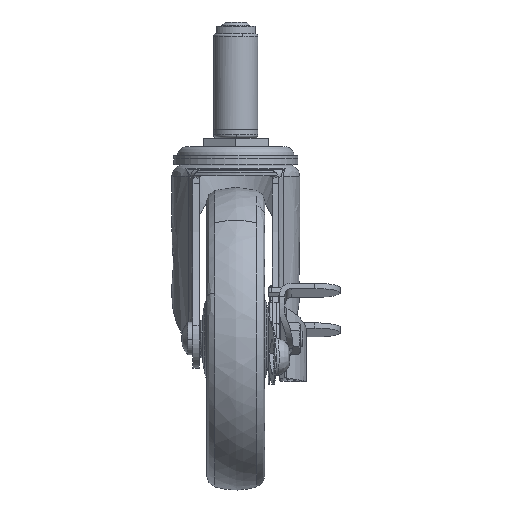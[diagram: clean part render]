
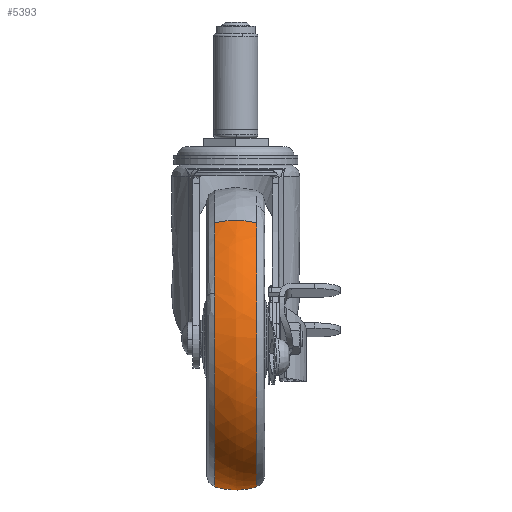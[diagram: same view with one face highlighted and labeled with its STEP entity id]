
A CAD part, left-side view. The second image highlights one B-rep face of the part: STEP entity #5393.
In plain terms, the highlighted free-form (B-spline) face has degree [2, 2] with [5, 3] control points.
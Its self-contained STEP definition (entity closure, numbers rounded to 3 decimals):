
#5140=CARTESIAN_POINT('',(-96.504,9.,-66.341));
#5141=VERTEX_POINT('',#5140);
#5155=CARTESIAN_POINT('',(-75.68,9.,-36.274));
#5156=VERTEX_POINT('',#5155);
#5157=CARTESIAN_POINT('',(-75.68,9.,-36.274));
#5158=CARTESIAN_POINT('',(-90.604,9.,-48.182));
#5159=CARTESIAN_POINT('',(-96.504,9.,-66.341));
#5167=(BOUNDED_CURVE()B_SPLINE_CURVE(2,(#5157,#5158,#5159),.UNSPECIFIED.,.F.,.U.)B_SPLINE_CURVE_WITH_KNOTS((3,3),(0.608,0.697),.UNSPECIFIED.)CURVE()GEOMETRIC_REPRESENTATION_ITEM()RATIONAL_B_SPLINE_CURVE((0.856,0.842,0.903))REPRESENTATION_ITEM(''));
#5168=EDGE_CURVE('',#5156,#5141,#5167,.T.);
#5272=CARTESIAN_POINT('',(-36.799,9.,-149.613));
#5273=VERTEX_POINT('',#5272);
#5287=CARTESIAN_POINT('',(-96.504,9.,-66.341));
#5288=CARTESIAN_POINT('',(-99.618,9.,-75.924));
#5289=CARTESIAN_POINT('',(-99.618,9.,-86.));
#5290=CARTESIAN_POINT('',(-99.618,9.,-148.824));
#5291=CARTESIAN_POINT('',(-36.799,9.,-149.613));
#5299=(BOUNDED_CURVE()B_SPLINE_CURVE(2,(#5287,#5288,#5289,#5290,#5291),.UNSPECIFIED.,.F.,.U.)B_SPLINE_CURVE_WITH_KNOTS((3,2,3),(0.697,0.75,0.998),.UNSPECIFIED.)CURVE()GEOMETRIC_REPRESENTATION_ITEM()RATIONAL_B_SPLINE_CURVE((0.903,0.938,1.0,0.71,0.995))REPRESENTATION_ITEM(''));
#5300=EDGE_CURVE('',#5141,#5273,#5299,.T.);
#5321=CARTESIAN_POINT('',(-75.505,9.852,-36.494));
#5322=CARTESIAN_POINT('',(-98.954,9.852,-55.206));
#5323=CARTESIAN_POINT('',(-99.331,9.852,-85.204));
#5324=CARTESIAN_POINT('',(-100.127,9.852,-148.536));
#5325=CARTESIAN_POINT('',(-36.796,9.852,-149.332));
#5326=CARTESIAN_POINT('',(-77.641,0.,-33.817));
#5327=CARTESIAN_POINT('',(-102.359,0.,-53.541));
#5328=CARTESIAN_POINT('',(-102.756,0.,-85.161));
#5329=CARTESIAN_POINT('',(-103.595,0.,-151.917));
#5330=CARTESIAN_POINT('',(-36.839,0.,-152.756));
#5331=CARTESIAN_POINT('',(-75.505,-9.852,-36.494));
#5332=CARTESIAN_POINT('',(-98.954,-9.852,-55.206));
#5333=CARTESIAN_POINT('',(-99.331,-9.852,-85.204));
#5334=CARTESIAN_POINT('',(-100.127,-9.852,-148.536));
#5335=CARTESIAN_POINT('',(-36.796,-9.852,-149.332));
#5343=(BOUNDED_SURFACE()B_SPLINE_SURFACE(2,2,((#5321,#5326,#5331),(#5322,#5327,#5332),(#5323,#5328,#5333),(#5324,#5329,#5334),(#5325,#5330,#5335)),.UNSPECIFIED.,.F.,.F.,.U.)B_SPLINE_SURFACE_WITH_KNOTS((3,2,3),(3,3),(0.0,60.309,168.005),(0.0,20.265),.UNSPECIFIED.)GEOMETRIC_REPRESENTATION_ITEM()RATIONAL_B_SPLINE_SURFACE(((0.803,0.758,0.803),(0.784,0.741,0.784),(0.938,0.886,0.938),(0.663,0.626,0.663),(0.938,0.886,0.938)))REPRESENTATION_ITEM('')SURFACE());
#5344=CARTESIAN_POINT('',(-75.68,-9.,-36.274));
#5345=VERTEX_POINT('',#5344);
#5346=CARTESIAN_POINT('',(-36.799,-9.,-149.613));
#5347=VERTEX_POINT('',#5346);
#5348=CARTESIAN_POINT('',(-75.68,-9.,-36.274));
#5349=CARTESIAN_POINT('',(-99.618,-9.0,-55.375));
#5350=CARTESIAN_POINT('',(-99.618,-9.0,-86.));
#5351=CARTESIAN_POINT('',(-99.618,-9.0,-148.824));
#5352=CARTESIAN_POINT('',(-36.799,-9.,-149.613));
#5360=(BOUNDED_CURVE()B_SPLINE_CURVE(2,(#5348,#5349,#5350,#5351,#5352),.UNSPECIFIED.,.F.,.U.)B_SPLINE_CURVE_WITH_KNOTS((3,2,3),(0.608,0.75,0.998),.UNSPECIFIED.)CURVE()GEOMETRIC_REPRESENTATION_ITEM()RATIONAL_B_SPLINE_CURVE((0.856,0.834,1.0,0.71,0.995))REPRESENTATION_ITEM(''));
#5361=EDGE_CURVE('',#5345,#5347,#5360,.T.);
#5362=ORIENTED_EDGE('',*,*,#5361,.F.);
#5363=CARTESIAN_POINT('',(-75.68,9.,-36.274));
#5364=CARTESIAN_POINT('',(-77.446,0.,-34.061));
#5365=CARTESIAN_POINT('',(-75.68,-9.,-36.274));
#5373=(BOUNDED_CURVE()B_SPLINE_CURVE(2,(#5363,#5364,#5365),.UNSPECIFIED.,.F.,.U.)B_SPLINE_CURVE_WITH_KNOTS((3,3),(-1.494,-0.506),.UNSPECIFIED.)CURVE()GEOMETRIC_REPRESENTATION_ITEM()RATIONAL_B_SPLINE_CURVE((0.799,0.762,0.799))REPRESENTATION_ITEM(''));
#5374=EDGE_CURVE('',#5156,#5345,#5373,.T.);
#5375=ORIENTED_EDGE('',*,*,#5374,.F.);
#5376=ORIENTED_EDGE('',*,*,#5168,.T.);
#5377=ORIENTED_EDGE('',*,*,#5300,.T.);
#5378=CARTESIAN_POINT('',(-36.799,9.,-149.613));
#5379=CARTESIAN_POINT('',(-36.835,0.,-152.443));
#5380=CARTESIAN_POINT('',(-36.799,-9.,-149.613));
#5388=(BOUNDED_CURVE()B_SPLINE_CURVE(2,(#5378,#5379,#5380),.UNSPECIFIED.,.F.,.U.)B_SPLINE_CURVE_WITH_KNOTS((3,3),(-1.494,-0.506),.UNSPECIFIED.)CURVE()GEOMETRIC_REPRESENTATION_ITEM()RATIONAL_B_SPLINE_CURVE((0.933,0.89,0.933))REPRESENTATION_ITEM(''));
#5389=EDGE_CURVE('',#5273,#5347,#5388,.T.);
#5390=ORIENTED_EDGE('',*,*,#5389,.T.);
#5391=EDGE_LOOP('',(#5362,#5375,#5376,#5377,#5390));
#5392=FACE_OUTER_BOUND('',#5391,.T.);
#5393=ADVANCED_FACE('',(#5392),#5343,.T.);
